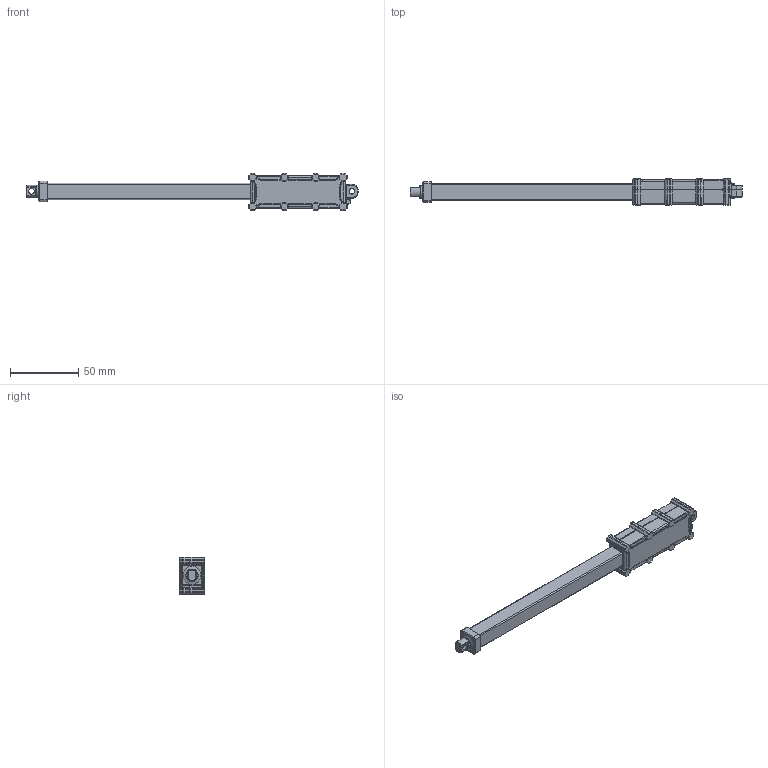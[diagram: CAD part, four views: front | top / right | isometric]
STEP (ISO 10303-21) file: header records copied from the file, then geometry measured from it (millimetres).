
FILE_DESCRIPTION(/* description */ (''),/* implementation_level */ '2;1');
FILE_NAME(/* name */ 'FA-MU-XX-12-6.stp',/* time_stamp */ '2024-09-04T19:56:45+01:00',/* author */ ('PC'),/* organization */ (''),/* preprocessor_version */ 'ST-DEVELOPER v18',/* originating_system */ 'Autodesk Inventor 2020',/* authorisation */ '');
FILE_SCHEMA (('AUTOMOTIVE_DESIGN { 1 0 10303 214 3 1 1 }'));
Length unit declared in the file: inch
Products named in the file (4): 6'' Assembly; Body; Arm; Shaft
Assembly tree (3 placements, depth 2):
  6'' Assembly
    Body
    Arm
    Shaft
Bounding box: 243.1 x 19 x 27.64 mm (x, y, z)
Volume: 53940.2 mm3; surface area: 28757.4 mm2
Topology: 12 solids, 28 shells, 1650 faces, 4223 edges, 2670 vertices
Faces by surface type: plane 711, bspline 383, cylinder 357, cone 152, torus 35, sphere 12
Full cylindrical faces by diameter (mm): 1.1 x8, 1.424 x8, 1.7 x8, 2.383 x8, 4 x9, 4.1 x3, 5 x1, 6.9 x1, 7 x1, 8.4 x1, 8.8 x1, 9 x1, 9.2 x1
Entity records: 69729 total; most frequent: CARTESIAN_POINT 31234, ORIENTED_EDGE 8422, DIRECTION 7523, EDGE_CURVE 4211, VERTEX_POINT 2670, AXIS2_PLACEMENT_3D 2669, LINE 2185, VECTOR 2185
